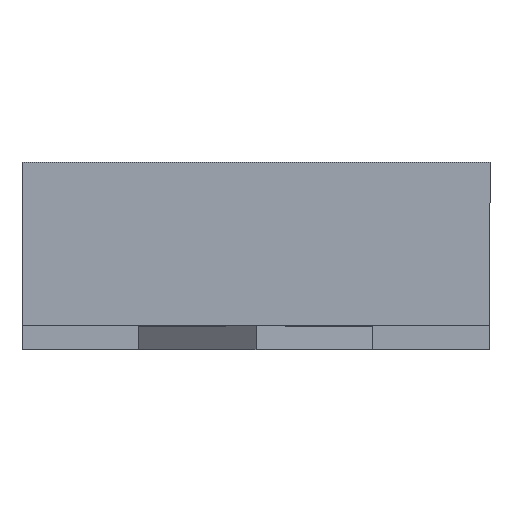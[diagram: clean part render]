
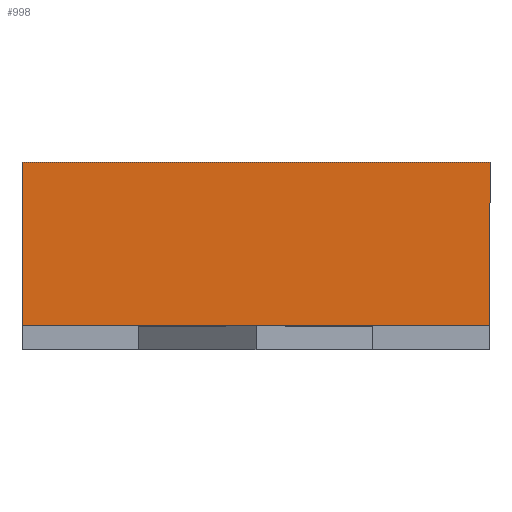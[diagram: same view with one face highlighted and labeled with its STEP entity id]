
A CAD part, top view. The second image highlights one B-rep face of the part: STEP entity #998.
In plain terms, the highlighted planar face has unit normal (0, 0, 1).
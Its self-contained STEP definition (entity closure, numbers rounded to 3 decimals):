
#16 = LINE ( 'NONE', #595, #2040 ) ;
#141 = VECTOR ( 'NONE', #956, 1000. ) ;
#339 = CARTESIAN_POINT ( 'NONE',  ( -0.5, 0.4, 0.5 ) ) ;
#354 = EDGE_CURVE ( 'NONE', #946, #894, #1733, .T. ) ;
#482 = CARTESIAN_POINT ( 'NONE',  ( 0.5, 0.4, 0.5 ) ) ;
#491 = AXIS2_PLACEMENT_3D ( 'NONE', #2142, #2122, #2255 ) ;
#572 = ORIENTED_EDGE ( 'NONE', *, *, #2560, .T. ) ;
#595 = CARTESIAN_POINT ( 'NONE',  ( -0.5, 0.05, 0.5 ) ) ;
#634 = CARTESIAN_POINT ( 'NONE',  ( -0.5, 0.4, 0.5 ) ) ;
#878 = DIRECTION ( 'NONE',  ( 0., -1., 0. ) ) ;
#894 = VERTEX_POINT ( 'NONE', #2216 ) ;
#905 = VERTEX_POINT ( 'NONE', #2595 ) ;
#946 = VERTEX_POINT ( 'NONE', #634 ) ;
#956 = DIRECTION ( 'NONE',  ( 1., 0., 0. ) ) ;
#998 = ADVANCED_FACE ( 'NONE', ( #1438 ), #1614, .F. ) ;
#1080 = LINE ( 'NONE', #339, #141 ) ;
#1234 = LINE ( 'NONE', #2187, #2176 ) ;
#1277 = ORIENTED_EDGE ( 'NONE', *, *, #1536, .F. ) ;
#1438 = FACE_OUTER_BOUND ( 'NONE', #2721, .T. ) ;
#1536 = EDGE_CURVE ( 'NONE', #1552, #905, #1234, .T. ) ;
#1552 = VERTEX_POINT ( 'NONE', #482 ) ;
#1600 = DIRECTION ( 'NONE',  ( 0., -1., 0. ) ) ;
#1614 = PLANE ( 'NONE',  #491 ) ;
#1660 = DIRECTION ( 'NONE',  ( 1., 0., 0. ) ) ;
#1699 = ORIENTED_EDGE ( 'NONE', *, *, #2447, .F. ) ;
#1703 = VECTOR ( 'NONE', #1600, 1000. ) ;
#1733 = LINE ( 'NONE', #1899, #1703 ) ;
#1899 = CARTESIAN_POINT ( 'NONE',  ( -0.5, 2.214, 0.5 ) ) ;
#2040 = VECTOR ( 'NONE', #1660, 1000. ) ;
#2122 = DIRECTION ( 'NONE',  ( 0., 0., -1. ) ) ;
#2142 = CARTESIAN_POINT ( 'NONE',  ( -0.5, 2.214, 0.5 ) ) ;
#2176 = VECTOR ( 'NONE', #878, 1000. ) ;
#2187 = CARTESIAN_POINT ( 'NONE',  ( 0.5, 2.214, 0.5 ) ) ;
#2216 = CARTESIAN_POINT ( 'NONE',  ( -0.5, 0.05, 0.5 ) ) ;
#2255 = DIRECTION ( 'NONE',  ( -1., 0., 0. ) ) ;
#2447 = EDGE_CURVE ( 'NONE', #946, #1552, #1080, .T. ) ;
#2560 = EDGE_CURVE ( 'NONE', #894, #905, #16, .T. ) ;
#2595 = CARTESIAN_POINT ( 'NONE',  ( 0.5, 0.05, 0.5 ) ) ;
#2634 = ORIENTED_EDGE ( 'NONE', *, *, #354, .T. ) ;
#2721 = EDGE_LOOP ( 'NONE', ( #1699, #2634, #572, #1277 ) ) ;
